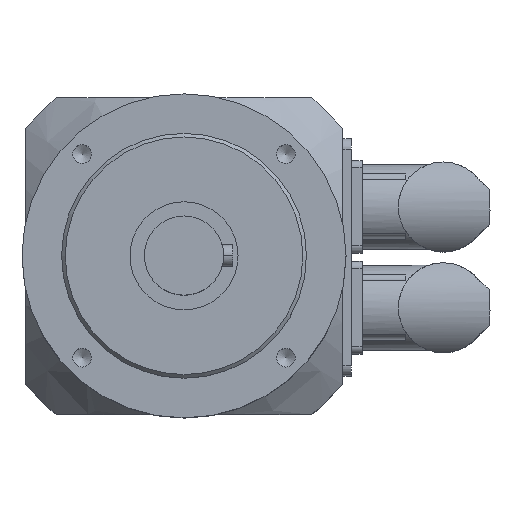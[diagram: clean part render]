
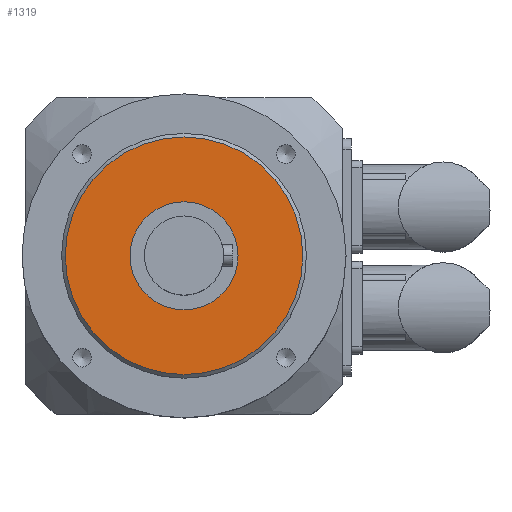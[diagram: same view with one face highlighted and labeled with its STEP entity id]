
A CAD part, top view. The second image highlights one B-rep face of the part: STEP entity #1319.
In plain terms, the highlighted face is planar.
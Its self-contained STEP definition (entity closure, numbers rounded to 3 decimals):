
#672=FACE_BOUND('',#2088,.T.);
#1003=CIRCLE('',#5966,15.);
#1004=CIRCLE('',#5967,33.);
#1319=ADVANCED_FACE('',(#672,#1685),#1419,.T.);
#1419=PLANE('',#5968);
#1685=FACE_OUTER_BOUND('',#2089,.T.);
#2088=EDGE_LOOP('',(#3532));
#2089=EDGE_LOOP('',(#3533));
#3532=ORIENTED_EDGE('',*,*,#4850,.F.);
#3533=ORIENTED_EDGE('',*,*,#4851,.T.);
#4113=VERTEX_POINT('',#9878);
#4114=VERTEX_POINT('',#9880);
#4850=EDGE_CURVE('',#4113,#4113,#1003,.T.);
#4851=EDGE_CURVE('',#4114,#4114,#1004,.T.);
#5966=AXIS2_PLACEMENT_3D('',#9877,#7445,#7446);
#5967=AXIS2_PLACEMENT_3D('',#9879,#7447,#7448);
#5968=AXIS2_PLACEMENT_3D('',#9881,#7449,#7450);
#7445=DIRECTION('',(0.,0.,-1.));
#7446=DIRECTION('',(0.,1.,0.));
#7447=DIRECTION('',(0.,0.,-1.));
#7448=DIRECTION('',(0.,1.,0.));
#7449=DIRECTION('',(0.,0.,-1.));
#7450=DIRECTION('',(0.,1.,0.));
#9877=CARTESIAN_POINT('',(0.,0.,-67.5));
#9878=CARTESIAN_POINT('',(0.,15.,-67.5));
#9879=CARTESIAN_POINT('',(0.,0.,-67.5));
#9880=CARTESIAN_POINT('',(0.,33.,-67.5));
#9881=CARTESIAN_POINT('',(0.,0.,-67.5));
